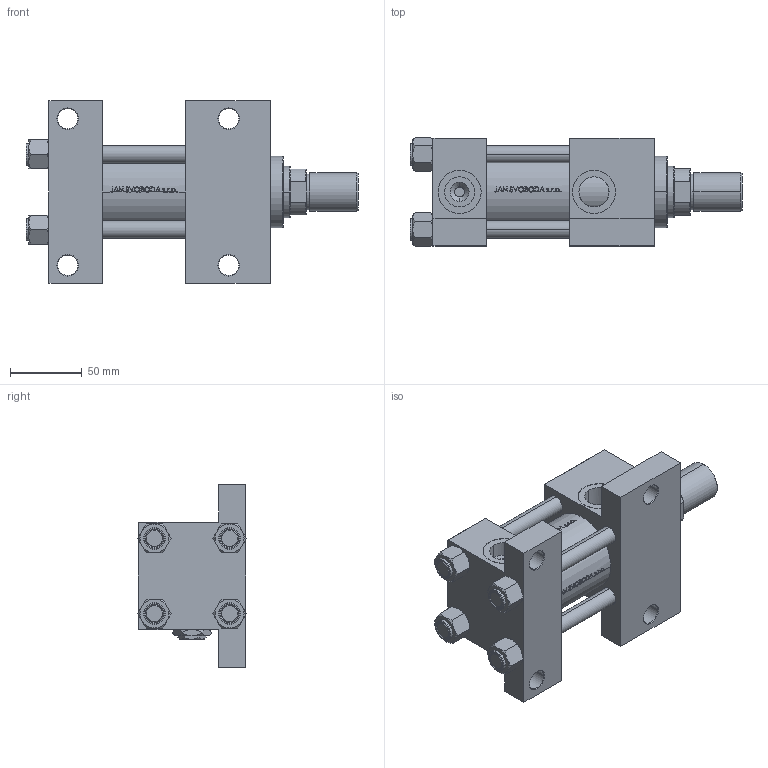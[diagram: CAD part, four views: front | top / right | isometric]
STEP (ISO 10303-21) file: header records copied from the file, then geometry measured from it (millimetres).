
FILE_DESCRIPTION (( 'STEP AP203' ), '1' );
FILE_NAME ('3fa7.STEP', '2022-04-16T10:45:13', ( '' ), ( '' ), 'SwSTEP 2.0', 'SolidWorks 2019', '' );
FILE_SCHEMA (( 'CONFIG_CONTROL_DESIGN' ));
Length unit declared in the file: millimetre
Products named in the file (8): ROD_END_AH 92dc60e01cbc89f3120d6824fbad47c5; NUT_M5_G 92dc60e01cbc89f3120d6824fbad47c5; 3fa7; V215_VC_A 92dc60e01cbc89f3120d6824fbad47c5; Zatka_pro_OIL_PORT 92dc60e01cbc89f3120d6824fbad47c5; V215CR_G_TYCINKA 92dc60e01cbc89f3120d6824fbad47c5; V215CR_G_Body 92dc60e01cbc89f3120d6824fbad47c5; V215CR_VCP_G 92dc60e01cbc89f3120d6824fbad47c5
Assembly tree (18 placements, depth 2):
  3fa7
    V215CR_G_Body 92dc60e01cbc89f3120d6824fbad47c5
    V215CR_VCP_G 92dc60e01cbc89f3120d6824fbad47c5
    V215CR_G_TYCINKA 92dc60e01cbc89f3120d6824fbad47c5  x6
    NUT_M5_G 92dc60e01cbc89f3120d6824fbad47c5  x6
    V215_VC_A 92dc60e01cbc89f3120d6824fbad47c5
    ROD_END_AH 92dc60e01cbc89f3120d6824fbad47c5
    Zatka_pro_OIL_PORT 92dc60e01cbc89f3120d6824fbad47c5  x2
Bounding box: 231 x 75.54 x 127 mm (x, y, z)
Volume: 830098.2 mm3; surface area: 190512 mm2
Topology: 18 solids, 18 shells, 1283 faces, 3166 edges, 2011 vertices
Faces by surface type: plane 503, bspline 380, cone 234, cylinder 152, torus 14
Entity records: 49994 total; most frequent: CARTESIAN_POINT 26552, ORIENTED_EDGE 5296, DIRECTION 3360, EDGE_CURVE 2648, VERTEX_POINT 1713, VECTOR 1346, LINE 1346, EDGE_LOOP 1151
